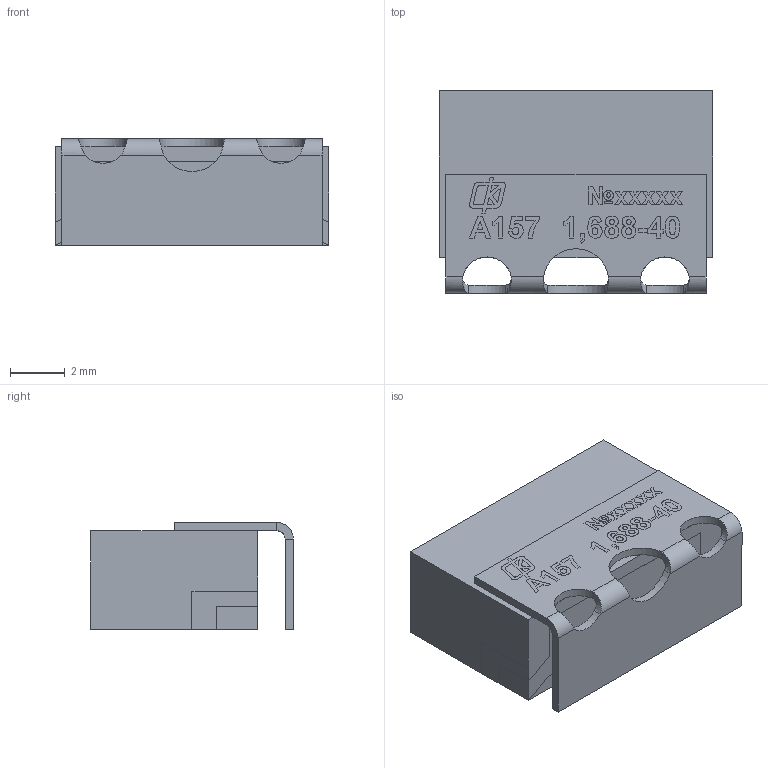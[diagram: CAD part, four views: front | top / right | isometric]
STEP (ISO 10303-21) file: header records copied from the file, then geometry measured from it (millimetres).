
FILE_DESCRIPTION(('STEP AP203'), '1');
FILE_NAME('ÍØÁÀ.434834.010-26.01_Ôèëüòð ÔÊÏ1-210-26-1,688-40', '', ('UNSPECIFIED'), ('UNSPECIFIED'), 'ASCON STEP Converter 1.6', 'ASCON Math Kernel', '');
FILE_SCHEMA(('CONFIG_CONTROL_DESIGN'));
Length unit declared in the file: millimetre
Products named in the file (1): НШБА.434834.010-26.01_Фильтр ФКП1-210-26-1,688-40
Bounding box: 10 x 7.4 x 3.9 mm (x, y, z)
Volume: 238.9 mm3; surface area: 325.8 mm2
Topology: 1 solids, 1 shells, 356 faces, 934 edges, 608 vertices
Faces by surface type: plane 245, bspline 90, cylinder 21
Entity records: 21965 total; most frequent: CARTESIAN_POINT 11055, ORIENTED_EDGE 1868, DIRECTION 1245, EDGE_CURVE 934, LINE 639, VECTOR 639, VERTEX_POINT 608, FACE_BOUND 390
